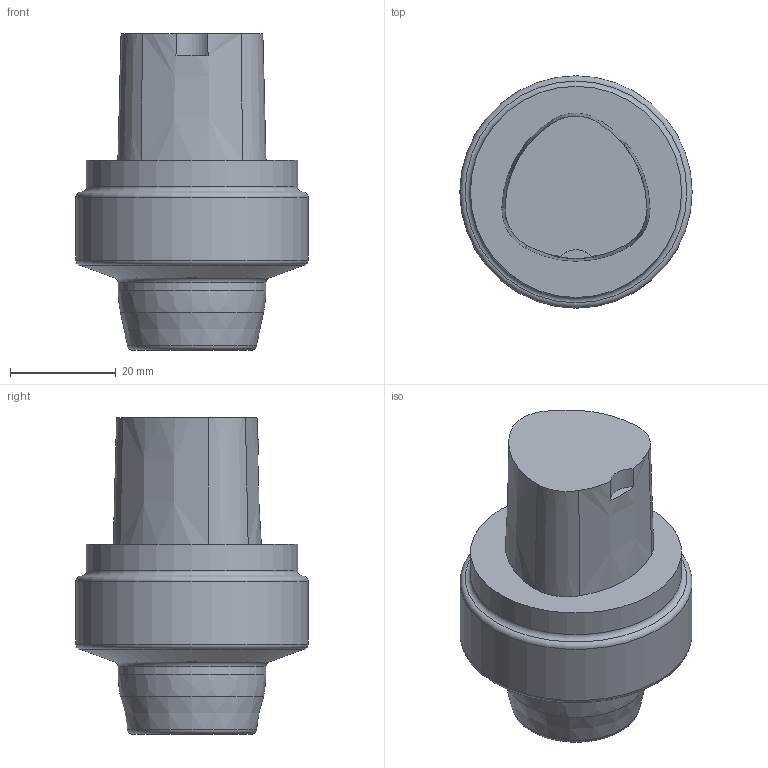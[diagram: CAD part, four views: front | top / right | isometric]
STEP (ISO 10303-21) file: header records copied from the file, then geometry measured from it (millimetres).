
FILE_DESCRIPTION(/* description */ (''),/* implementation_level */ '2;1');
FILE_NAME(/* name */ '2540_1_3d.stp',/* time_stamp */ '2020-02-03T07:07:58+01:00',/* author */ (''),/* organization */ ('SMS'),/* preprocessor_version */ 'ST-DEVELOPER v16.7',/* originating_system */ 'SIEMENS PLM Software NX 12.0',/* authorisation */ '');
FILE_SCHEMA (('AUTOMOTIVE_DESIGN { 1 0 10303 214 3 1 1 1 }'));
Length unit declared in the file: millimetre
Products named in the file (1): 2540_1_3D
Bounding box: 44 x 44 x 60 mm (x, y, z)
Volume: 52636.9 mm3; surface area: 8558.3 mm2
Topology: 1 solids, 1 shells, 22 faces, 50 edges, 31 vertices
Faces by surface type: cone 8, torus 5, cylinder 4, plane 4, bspline 1
Full cylindrical faces by diameter (mm): 28 x1, 40 x1, 44 x1
Entity records: 620 total; most frequent: CARTESIAN_POINT 123, DIRECTION 112, ORIENTED_EDGE 72, AXIS2_PLACEMENT_3D 53, EDGE_CURVE 36, EDGE_LOOP 34, VERTEX_POINT 28, CIRCLE 28
